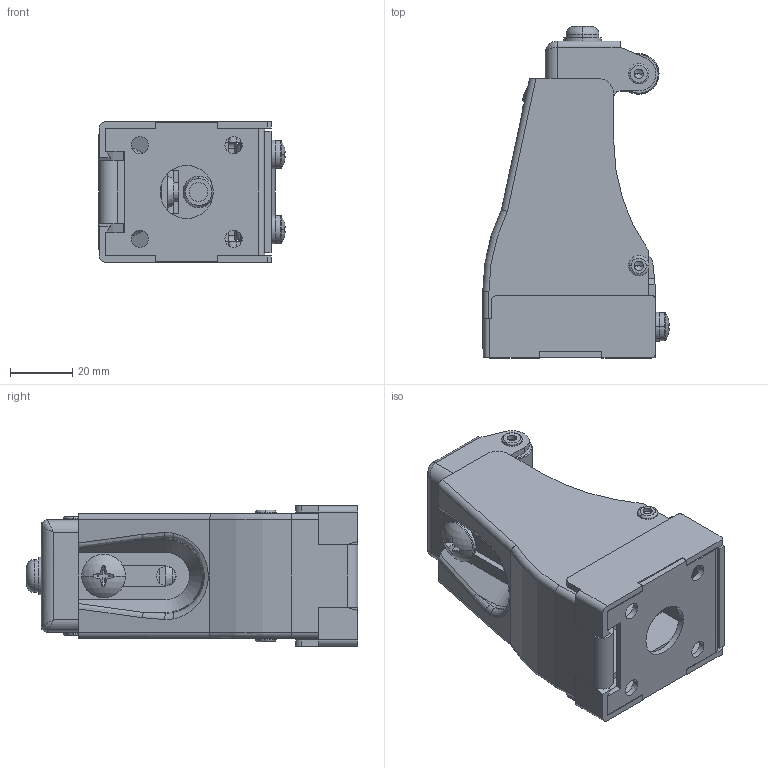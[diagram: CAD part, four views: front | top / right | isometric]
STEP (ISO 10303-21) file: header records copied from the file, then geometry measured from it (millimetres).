
FILE_DESCRIPTION (( 'STEP AP203' ), '1' );
FILE_NAME ('FA-1605S-2.STEP', '2018-04-23T05:25:48', ( '' ), ( '' ), 'SwSTEP 2.0', 'SolidWorks 2014', '' );
FILE_SCHEMA (( 'CONFIG_CONTROL_DESIGN' ));
Length unit declared in the file: millimetre
Products named in the file (15): FA-1605S-2_固定軸_; FA-1605S-2_取付枠_; FA-1605S-2_ローラー軸_; FA-1605S-2; FA-1605S-2_ローラー部_; FA-1605S-2_ローラー受け_; 廫帤寠晅僩儔僗偹偠M6_M6亊10; FA-1605S-2_底板_; FA-1605S-2_調整ネジ_; FA-1605S-2_調整ネジ受け_; FA-1605S-2_本体_; FA-1605S-2_ローラー_; 十字穴付なべねじM5(SW付)_M5×8; 六角ナットM6（1種）_JIS B 1181 Hexagon nut - Class 1 Finished M6 --N; FA-1605S-2_固定板_
Assembly tree (16 placements, depth 3):
  FA-1605S-2
    FA-1605S-2_本体_
    FA-1605S-2_取付枠_
    FA-1605S-2_底板_
    FA-1605S-2_固定板_
    FA-1605S-2_ローラー部_
      FA-1605S-2_ローラー受け_
      FA-1605S-2_ローラー_
      FA-1605S-2_ローラー軸_
      FA-1605S-2_調整ネジ_
      六角ナットM6（1種）_JIS B 1181 Hexagon nut - Class 1 Finished M6 --N
    FA-1605S-2_調整ネジ受け_
    六角ナットM6（1種）_JIS B 1181 Hexagon nut - Class 1 Finished M6 --N
    FA-1605S-2_固定軸_
    廫帤寠晅僩儔僗偹偠M6_M6亊10
    十字穴付なべねじM5(SW付)_M5×8  x2
Bounding box: 59.77 x 106.34 x 45 mm (x, y, z)
Volume: 54044.6 mm3; surface area: 56038 mm2
Topology: 15 solids, 15 shells, 472 faces, 1213 edges, 778 vertices
Faces by surface type: plane 236, cylinder 146, cone 38, bspline 26, torus 16, sphere 10
Entity records: 16463 total; most frequent: CARTESIAN_POINT 4381, DIRECTION 2215, ORIENTED_EDGE 2158, EDGE_CURVE 1079, AXIS2_PLACEMENT_3D 794, VERTEX_POINT 700, LINE 627, VECTOR 627
